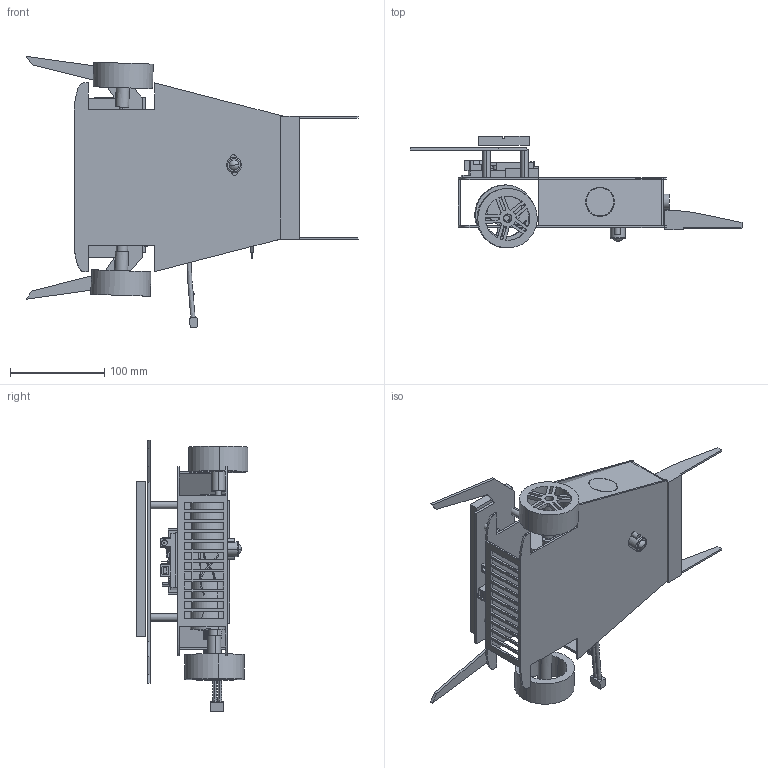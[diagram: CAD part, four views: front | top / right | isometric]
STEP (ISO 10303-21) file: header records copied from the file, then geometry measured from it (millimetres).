
FILE_DESCRIPTION (( 'STEP AP214' ), '1' );
FILE_NAME ('Design_functional.STEP', '2022-06-16T12:33:20', ( '' ), ( '' ), 'SwSTEP 2.0', 'SolidWorks 2021', '' );
FILE_SCHEMA (( 'AUTOMOTIVE_DESIGN' ));
Length unit declared in the file: centimetre
Products named in the file (7): lowerChassis; motorcontroler.step; wheel-basic.step; Front_wheel; Part3; Design_functional; Sides
Assembly tree (7 placements, depth 2):
  Design_functional
    lowerChassis
    Part3  x2
    Front_wheel
    motorcontroler.step
    wheel-basic.step  x2
  Sides
Bounding box: 351.56 x 118.58 x 287.12 mm (x, y, z)
Volume: 743329.9 mm3; surface area: 382882.9 mm2
Topology: 25 solids, 26 shells, 1143 faces, 2854 edges, 1865 vertices
Faces by surface type: plane 950, cylinder 160, bspline 27, torus 4, sphere 2
Entity records: 35579 total; most frequent: CARTESIAN_POINT 8253, ORIENTED_EDGE 5330, DIRECTION 5000, EDGE_CURVE 2665, VECTOR 2244, LINE 2244, VERTEX_POINT 1739, AXIS2_PLACEMENT_3D 1378
